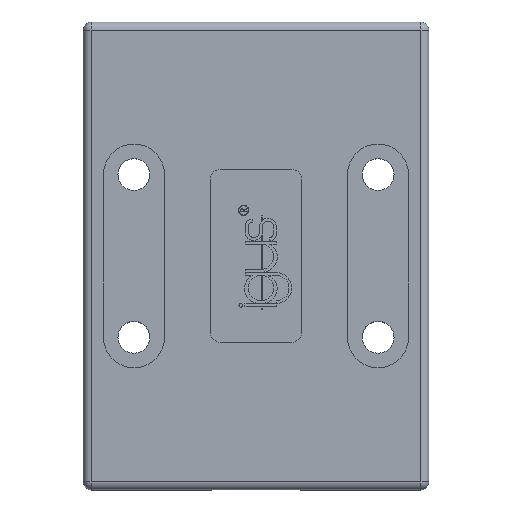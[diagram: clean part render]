
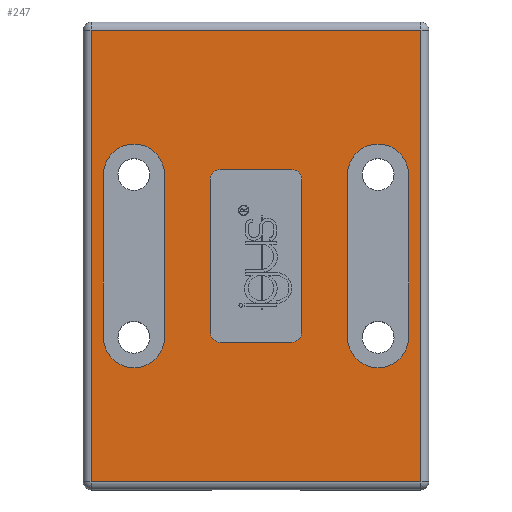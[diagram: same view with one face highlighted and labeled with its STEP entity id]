
A CAD part, top view. The second image highlights one B-rep face of the part: STEP entity #247.
In plain terms, the highlighted planar face has unit normal (0, 0, 1).
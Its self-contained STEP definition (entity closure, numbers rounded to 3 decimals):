
#247=ADVANCED_FACE('',(#643,#644,#645,#646),#647,.T.);
#643=FACE_OUTER_BOUND('',#1209,.T.);
#644=FACE_BOUND('',#1210,.T.);
#645=FACE_BOUND('',#1211,.T.);
#646=FACE_BOUND('',#1212,.T.);
#647=PLANE('',#1213);
#1209=EDGE_LOOP('',(#1808,#1809,#1810,#1811));
#1210=EDGE_LOOP('',(#1812,#1813,#1814,#1815,#1816,#1817,#1818,#1819));
#1211=EDGE_LOOP('',(#1820,#1821,#1822,#1823));
#1212=EDGE_LOOP('',(#1824,#1825,#1826,#1827));
#1213=AXIS2_PLACEMENT_3D('',#1828,#1829,#1830);
#1808=ORIENTED_EDGE('',*,*,#3404,.T.);
#1809=ORIENTED_EDGE('',*,*,#3405,.T.);
#1810=ORIENTED_EDGE('',*,*,#3406,.F.);
#1811=ORIENTED_EDGE('',*,*,#3407,.F.);
#1812=ORIENTED_EDGE('',*,*,#3408,.T.);
#1813=ORIENTED_EDGE('',*,*,#3409,.T.);
#1814=ORIENTED_EDGE('',*,*,#3410,.T.);
#1815=ORIENTED_EDGE('',*,*,#3411,.T.);
#1816=ORIENTED_EDGE('',*,*,#3412,.T.);
#1817=ORIENTED_EDGE('',*,*,#3413,.T.);
#1818=ORIENTED_EDGE('',*,*,#3414,.T.);
#1819=ORIENTED_EDGE('',*,*,#3415,.T.);
#1820=ORIENTED_EDGE('',*,*,#3416,.F.);
#1821=ORIENTED_EDGE('',*,*,#3417,.F.);
#1822=ORIENTED_EDGE('',*,*,#3418,.F.);
#1823=ORIENTED_EDGE('',*,*,#3419,.F.);
#1824=ORIENTED_EDGE('',*,*,#3420,.F.);
#1825=ORIENTED_EDGE('',*,*,#3421,.F.);
#1826=ORIENTED_EDGE('',*,*,#3422,.F.);
#1827=ORIENTED_EDGE('',*,*,#3423,.F.);
#1828=CARTESIAN_POINT('',(0.0,11.5,3.46));
#1829=DIRECTION('',(0.0,0.0,1.0));
#1830=DIRECTION('',(1.0,0.0,0.0));
#3404=EDGE_CURVE('',#4073,#4074,#4075,.T.);
#3405=EDGE_CURVE('',#4074,#4076,#4077,.T.);
#3406=EDGE_CURVE('',#4078,#4076,#4079,.T.);
#3407=EDGE_CURVE('',#4073,#4078,#4080,.T.);
#3408=EDGE_CURVE('',#4081,#4082,#4083,.T.);
#3409=EDGE_CURVE('',#4082,#4084,#4085,.T.);
#3410=EDGE_CURVE('',#4084,#4086,#4087,.T.);
#3411=EDGE_CURVE('',#4086,#4088,#4089,.T.);
#3412=EDGE_CURVE('',#4088,#4090,#4091,.T.);
#3413=EDGE_CURVE('',#4090,#4092,#4093,.T.);
#3414=EDGE_CURVE('',#4092,#4094,#4095,.T.);
#3415=EDGE_CURVE('',#4094,#4081,#4096,.T.);
#3416=EDGE_CURVE('',#4097,#4098,#4099,.T.);
#3417=EDGE_CURVE('',#4100,#4097,#4101,.T.);
#3418=EDGE_CURVE('',#4102,#4100,#4103,.T.);
#3419=EDGE_CURVE('',#4098,#4102,#4104,.T.);
#3420=EDGE_CURVE('',#4105,#4106,#4107,.T.);
#3421=EDGE_CURVE('',#4108,#4105,#4109,.T.);
#3422=EDGE_CURVE('',#4110,#4108,#4111,.T.);
#3423=EDGE_CURVE('',#4106,#4110,#4112,.T.);
#4073=VERTEX_POINT('',#5019);
#4074=VERTEX_POINT('',#5020);
#4075=LINE('',#5021,#5022);
#4076=VERTEX_POINT('',#5023);
#4077=LINE('',#5024,#5025);
#4078=VERTEX_POINT('',#5026);
#4079=LINE('',#5027,#5028);
#4080=LINE('',#5029,#5030);
#4081=VERTEX_POINT('',#5031);
#4082=VERTEX_POINT('',#5032);
#4083=LINE('',#5033,#5034);
#4084=VERTEX_POINT('',#5035);
#4085=CIRCLE('',#5036,0.5);
#4086=VERTEX_POINT('',#5037);
#4087=LINE('',#5038,#5039);
#4088=VERTEX_POINT('',#5040);
#4089=CIRCLE('',#5041,0.5);
#4090=VERTEX_POINT('',#5042);
#4091=LINE('',#5043,#5044);
#4092=VERTEX_POINT('',#5045);
#4093=CIRCLE('',#5046,0.5);
#4094=VERTEX_POINT('',#5047);
#4095=LINE('',#5048,#5049);
#4096=CIRCLE('',#5050,0.5);
#4097=VERTEX_POINT('',#5051);
#4098=VERTEX_POINT('',#5052);
#4099=LINE('',#5053,#5054);
#4100=VERTEX_POINT('',#5055);
#4101=CIRCLE('',#5056,1.5);
#4102=VERTEX_POINT('',#5057);
#4103=LINE('',#5058,#5059);
#4104=CIRCLE('',#5060,1.5);
#4105=VERTEX_POINT('',#5061);
#4106=VERTEX_POINT('',#5062);
#4107=LINE('',#5063,#5064);
#4108=VERTEX_POINT('',#5065);
#4109=CIRCLE('',#5066,1.5);
#4110=VERTEX_POINT('',#5067);
#4111=LINE('',#5068,#5069);
#4112=CIRCLE('',#5070,1.5);
#5019=CARTESIAN_POINT('',(8.1,22.6,3.46));
#5020=CARTESIAN_POINT('',(-8.1,22.6,3.46));
#5021=CARTESIAN_POINT('',(0.0,22.6,3.46));
#5022=VECTOR('',#6254,1.0);
#5023=CARTESIAN_POINT('',(-8.1,0.4,3.46));
#5024=CARTESIAN_POINT('',(-8.1,11.5,3.46));
#5025=VECTOR('',#6255,1.0);
#5026=CARTESIAN_POINT('',(8.1,0.4,3.46));
#5027=CARTESIAN_POINT('',(0.0,0.4,3.46));
#5028=VECTOR('',#6256,1.0);
#5029=CARTESIAN_POINT('',(8.1,11.5,3.46));
#5030=VECTOR('',#6257,1.0);
#5031=CARTESIAN_POINT('',(1.75,7.25,3.46));
#5032=CARTESIAN_POINT('',(-1.75,7.25,3.46));
#5033=CARTESIAN_POINT('',(0.0,7.25,3.46));
#5034=VECTOR('',#6258,1.0);
#5035=CARTESIAN_POINT('',(-2.25,7.75,3.46));
#5036=AXIS2_PLACEMENT_3D('',#6259,#6260,#6261);
#5037=CARTESIAN_POINT('',(-2.25,15.25,3.46));
#5038=CARTESIAN_POINT('',(-2.25,11.5,3.46));
#5039=VECTOR('',#6262,1.0);
#5040=CARTESIAN_POINT('',(-1.75,15.75,3.46));
#5041=AXIS2_PLACEMENT_3D('',#6263,#6264,#6265);
#5042=CARTESIAN_POINT('',(1.75,15.75,3.46));
#5043=CARTESIAN_POINT('',(0.0,15.75,3.46));
#5044=VECTOR('',#6266,1.0);
#5045=CARTESIAN_POINT('',(2.25,15.25,3.46));
#5046=AXIS2_PLACEMENT_3D('',#6267,#6268,#6269);
#5047=CARTESIAN_POINT('',(2.25,7.75,3.46));
#5048=CARTESIAN_POINT('',(2.25,11.5,3.46));
#5049=VECTOR('',#6270,1.0);
#5050=AXIS2_PLACEMENT_3D('',#6271,#6272,#6273);
#5051=CARTESIAN_POINT('',(-7.5,15.5,3.46));
#5052=CARTESIAN_POINT('',(-7.5,7.5,3.46));
#5053=CARTESIAN_POINT('',(-7.5,15.5,3.46));
#5054=VECTOR('',#6274,1.0);
#5055=CARTESIAN_POINT('',(-4.5,15.5,3.46));
#5056=AXIS2_PLACEMENT_3D('',#6275,#6276,#6277);
#5057=CARTESIAN_POINT('',(-4.5,7.5,3.46));
#5058=CARTESIAN_POINT('',(-4.5,7.5,3.46));
#5059=VECTOR('',#6278,1.0);
#5060=AXIS2_PLACEMENT_3D('',#6279,#6280,#6281);
#5061=CARTESIAN_POINT('',(4.5,15.5,3.46));
#5062=CARTESIAN_POINT('',(4.5,7.5,3.46));
#5063=CARTESIAN_POINT('',(4.5,15.5,3.46));
#5064=VECTOR('',#6282,1.0);
#5065=CARTESIAN_POINT('',(7.5,15.5,3.46));
#5066=AXIS2_PLACEMENT_3D('',#6283,#6284,#6285);
#5067=CARTESIAN_POINT('',(7.5,7.5,3.46));
#5068=CARTESIAN_POINT('',(7.5,7.5,3.46));
#5069=VECTOR('',#6286,1.0);
#5070=AXIS2_PLACEMENT_3D('',#6287,#6288,#6289);
#6254=DIRECTION('',(-1.0,0.0,0.0));
#6255=DIRECTION('',(0.0,-1.0,0.0));
#6256=DIRECTION('',(-1.0,0.0,0.0));
#6257=DIRECTION('',(0.0,-1.0,-0.0));
#6258=DIRECTION('',(-1.0,0.0,0.0));
#6259=CARTESIAN_POINT('',(-1.75,7.75,3.46));
#6260=DIRECTION('',(-0.0,0.0,-1.0));
#6261=DIRECTION('',(-1.0,0.,0.0));
#6262=DIRECTION('',(0.0,1.0,0.0));
#6263=CARTESIAN_POINT('',(-1.75,15.25,3.46));
#6264=DIRECTION('',(-0.0,0.0,-1.0));
#6265=DIRECTION('',(0.,1.0,0.0));
#6266=DIRECTION('',(1.0,0.0,0.0));
#6267=CARTESIAN_POINT('',(1.75,15.25,3.46));
#6268=DIRECTION('',(0.0,0.0,-1.0));
#6269=DIRECTION('',(1.0,0.,0.0));
#6270=DIRECTION('',(0.0,-1.0,0.0));
#6271=CARTESIAN_POINT('',(1.75,7.75,3.46));
#6272=DIRECTION('',(0.0,-0.0,-1.0));
#6273=DIRECTION('',(0.,-1.0,0.0));
#6274=DIRECTION('',(0.0,-1.0,0.0));
#6275=CARTESIAN_POINT('',(-6.0,15.5,3.46));
#6276=DIRECTION('',(0.0,0.0,1.0));
#6277=DIRECTION('',(1.0,0.,0.0));
#6278=DIRECTION('',(0.0,1.0,0.0));
#6279=CARTESIAN_POINT('',(-6.0,7.5,3.46));
#6280=DIRECTION('',(0.0,0.0,1.0));
#6281=DIRECTION('',(-1.0,0.,0.0));
#6282=DIRECTION('',(0.0,-1.0,0.0));
#6283=CARTESIAN_POINT('',(6.0,15.5,3.46));
#6284=DIRECTION('',(0.0,0.0,1.0));
#6285=DIRECTION('',(1.0,0.,0.0));
#6286=DIRECTION('',(0.0,1.0,0.0));
#6287=CARTESIAN_POINT('',(6.0,7.5,3.46));
#6288=DIRECTION('',(0.0,0.0,1.0));
#6289=DIRECTION('',(-1.0,0.,0.0));
